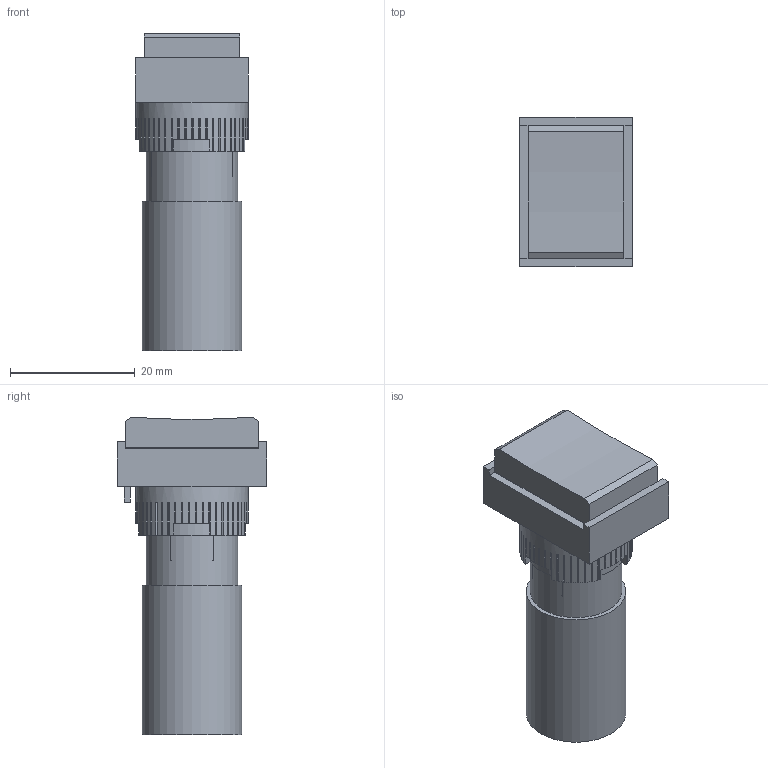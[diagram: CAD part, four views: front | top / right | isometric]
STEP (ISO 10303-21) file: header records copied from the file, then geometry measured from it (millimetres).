
FILE_DESCRIPTION(/* description */ (''),/* implementation_level */ '2;1');
FILE_NAME(/* name */ 'P16xxT11Cxxx.stp',/* time_stamp */ '2025-05-27T15:02:55-05:00',/* author */ ('mroman'),/* organization */ (''),/* preprocessor_version */ 'ST-DEVELOPER v18.1',/* originating_system */ 'Autodesk Inventor 2022',/* authorisation */ '');
FILE_SCHEMA (('AUTOMOTIVE_DESIGN { 1 0 10303 214 3 1 1 }'));
Length unit declared in the file: centimetre
Products named in the file (1): P16xxT11Cxxx
Bounding box: 18 x 24 x 50.9 mm (x, y, z)
Volume: 7666.9 mm3; surface area: 10248.3 mm2
Topology: 1 solids, 2 shells, 549 faces, 1566 edges, 1037 vertices
Faces by surface type: plane 454, bspline 53, cylinder 41, cone 1
Full cylindrical faces by diameter (mm): 3.1 x2, 8.4 x1, 14.7 x3, 16 x1, 18 x1
Entity records: 18247 total; most frequent: CARTESIAN_POINT 4007, ORIENTED_EDGE 3134, DIRECTION 2664, EDGE_CURVE 1567, LINE 1244, VECTOR 1244, VERTEX_POINT 1037, AXIS2_PLACEMENT_3D 710
